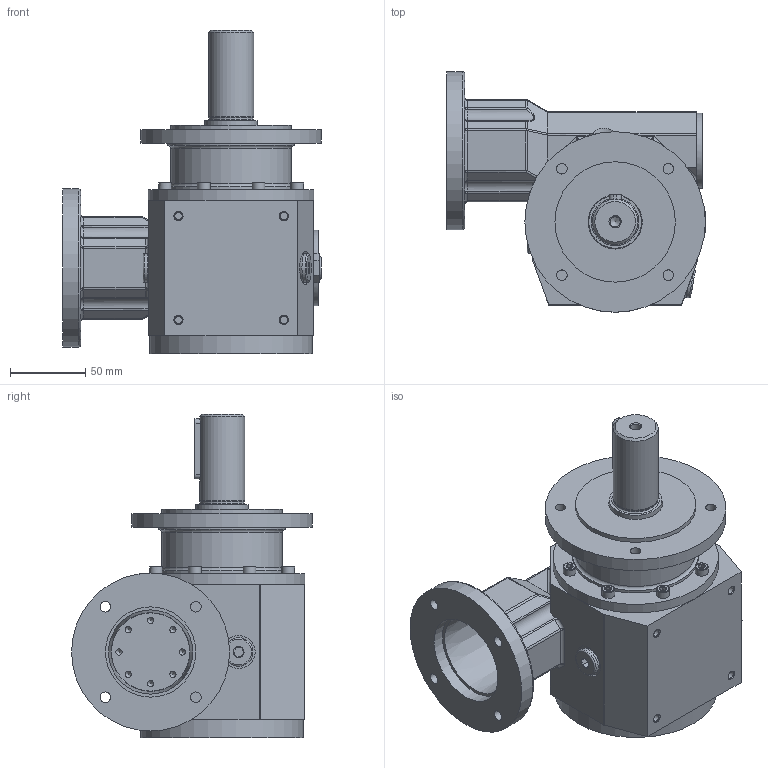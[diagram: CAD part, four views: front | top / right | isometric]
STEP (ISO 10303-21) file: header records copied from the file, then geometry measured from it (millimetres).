
FILE_DESCRIPTION( ( 'Unknown' ), '1' );
FILE_NAME( '2-1KG.stp', 'Unknown', ( 'Unknown' ), ( 'Unknown' ), 'PSStep 13.0', 'Unknown', ' ' );
FILE_SCHEMA( ( 'AUTOMOTIVE_DESIGN { 1 0 10303 214 1 1 1 1 }' ) );
Length unit declared in the file: millimetre
Products named in the file (1): Gehaeuse
Bounding box: 172 x 160 x 215 mm (x, y, z)
Volume: 1657064.2 mm3; surface area: 171865.5 mm2
Topology: 1 solids, 25 shells, 754 faces, 1739 edges, 1093 vertices
Faces by surface type: plane 403, cylinder 180, cone 70, bspline 64, torus 37
Full cylindrical faces by diameter (mm): 4 x8, 4.5 x8, 5 x28, 5.5 x16, 6.8 x1, 7 x8, 8 x8, 8.5 x16, 10 x9, 11 x1, 17 x3, 19 x3, 22 x5, 29.6 x1, 30 x1, 34.6 x1, 35 x1, 36 x1, 40 x1, 50 x2, 52 x1, 60 x1, 62 x1, 67 x1, 80 x2, 84 x2, 105 x1, 108 x1, 110 x1, 120 x1
Entity records: 45507 total; most frequent: CARTESIAN_POINT 24611, DIRECTION 2804, ORIENTED_EDGE 2788, EDGE_CURVE 1394, EDGE_LOOP 1139, AXIS2_PLACEMENT_3D 1122, VERTEX_POINT 1016, FACE_OUTER_BOUND 921
